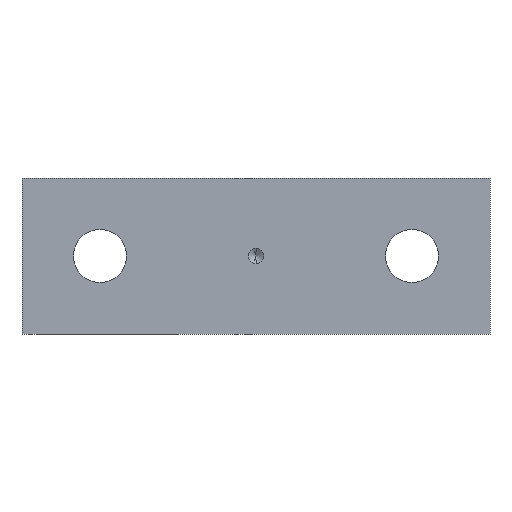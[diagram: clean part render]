
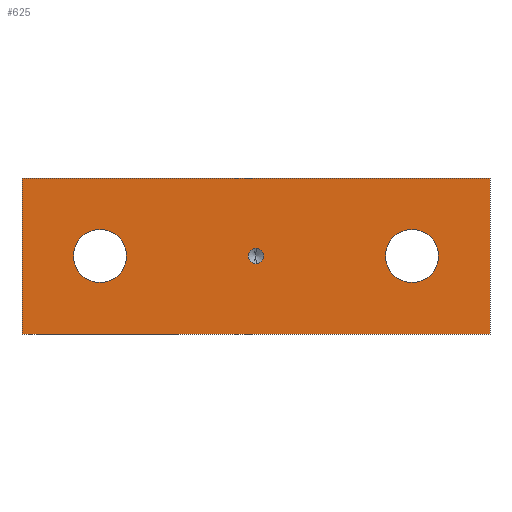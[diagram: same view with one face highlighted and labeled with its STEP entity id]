
A CAD part, front view. The second image highlights one B-rep face of the part: STEP entity #625.
In plain terms, the highlighted planar face has unit normal (0, -1, 0).
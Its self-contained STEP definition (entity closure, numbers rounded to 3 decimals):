
#7 = VERTEX_POINT ( 'NONE', #647 ) ;
#13 = LINE ( 'NONE', #355, #525 ) ;
#15 = LINE ( 'NONE', #579, #349 ) ;
#39 = FACE_BOUND ( 'NONE', #439, .T. ) ;
#67 = CARTESIAN_POINT ( 'NONE',  ( 10., 0., 0. ) ) ;
#111 = CARTESIAN_POINT ( 'NONE',  ( 15., 0., 5. ) ) ;
#112 = EDGE_CURVE ( 'NONE', #771, #261, #667, .T. ) ;
#126 = DIRECTION ( 'NONE',  ( 1., 0., 0. ) ) ;
#137 = LINE ( 'NONE', #487, #239 ) ;
#138 = CARTESIAN_POINT ( 'NONE',  ( -15., 0., 5. ) ) ;
#148 = CIRCLE ( 'NONE', #409, 0.5 ) ;
#154 = DIRECTION ( 'NONE',  ( 0., 1., 0. ) ) ;
#158 = CARTESIAN_POINT ( 'NONE',  ( 10., 0., 0. ) ) ;
#175 = CARTESIAN_POINT ( 'NONE',  ( 15., 0., -5. ) ) ;
#198 = EDGE_LOOP ( 'NONE', ( #862, #284 ) ) ;
#204 = AXIS2_PLACEMENT_3D ( 'NONE', #613, #555, #482 ) ;
#236 = VERTEX_POINT ( 'NONE', #406 ) ;
#239 = VECTOR ( 'NONE', #774, 1000. ) ;
#251 = DIRECTION ( 'NONE',  ( 0., 0., 1. ) ) ;
#256 = EDGE_CURVE ( 'NONE', #822, #7, #801, .T. ) ;
#261 = VERTEX_POINT ( 'NONE', #532 ) ;
#267 = AXIS2_PLACEMENT_3D ( 'NONE', #426, #711, #357 ) ;
#268 = EDGE_CURVE ( 'NONE', #261, #771, #148, .T. ) ;
#274 = ORIENTED_EDGE ( 'NONE', *, *, #789, .F. ) ;
#278 = ORIENTED_EDGE ( 'NONE', *, *, #746, .T. ) ;
#279 = DIRECTION ( 'NONE',  ( 0., 1., 0. ) ) ;
#284 = ORIENTED_EDGE ( 'NONE', *, *, #256, .T. ) ;
#312 = FACE_BOUND ( 'NONE', #198, .T. ) ;
#315 = EDGE_CURVE ( 'NONE', #422, #572, #748, .T. ) ;
#316 = CARTESIAN_POINT ( 'NONE',  ( 0., 0., 0. ) ) ;
#326 = VERTEX_POINT ( 'NONE', #470 ) ;
#328 = CARTESIAN_POINT ( 'NONE',  ( -10., 0., 0. ) ) ;
#330 = ORIENTED_EDGE ( 'NONE', *, *, #315, .F. ) ;
#349 = VECTOR ( 'NONE', #652, 1000. ) ;
#355 = CARTESIAN_POINT ( 'NONE',  ( -15., 0., 5. ) ) ;
#357 = DIRECTION ( 'NONE',  ( 0., 0., -1. ) ) ;
#372 = EDGE_LOOP ( 'NONE', ( #278, #516 ) ) ;
#404 = ORIENTED_EDGE ( 'NONE', *, *, #268, .F. ) ;
#406 = CARTESIAN_POINT ( 'NONE',  ( -15., 0., -5. ) ) ;
#409 = AXIS2_PLACEMENT_3D ( 'NONE', #547, #618, #542 ) ;
#420 = AXIS2_PLACEMENT_3D ( 'NONE', #316, #603, #251 ) ;
#422 = VERTEX_POINT ( 'NONE', #138 ) ;
#426 = CARTESIAN_POINT ( 'NONE',  ( 0., 0., 0. ) ) ;
#427 = EDGE_CURVE ( 'NONE', #693, #326, #608, .T. ) ;
#433 = ORIENTED_EDGE ( 'NONE', *, *, #895, .T. ) ;
#439 = EDGE_LOOP ( 'NONE', ( #739, #404 ) ) ;
#470 = CARTESIAN_POINT ( 'NONE',  ( 10., 0., 1.7 ) ) ;
#482 = DIRECTION ( 'NONE',  ( 0., 0., 1. ) ) ;
#487 = CARTESIAN_POINT ( 'NONE',  ( -5., 0., -5. ) ) ;
#494 = EDGE_CURVE ( 'NONE', #572, #621, #15, .T. ) ;
#516 = ORIENTED_EDGE ( 'NONE', *, *, #427, .T. ) ;
#525 = VECTOR ( 'NONE', #640, 1000. ) ;
#532 = CARTESIAN_POINT ( 'NONE',  ( 0., 0., 0.5 ) ) ;
#542 = DIRECTION ( 'NONE',  ( 0., 0., -1. ) ) ;
#547 = CARTESIAN_POINT ( 'NONE',  ( 0., 0., 0. ) ) ;
#555 = DIRECTION ( 'NONE',  ( 0., 1., 0. ) ) ;
#560 = ORIENTED_EDGE ( 'NONE', *, *, #494, .F. ) ;
#567 = DIRECTION ( 'NONE',  ( 0., 0., 1. ) ) ;
#572 = VERTEX_POINT ( 'NONE', #111 ) ;
#579 = CARTESIAN_POINT ( 'NONE',  ( 15., 0., 5. ) ) ;
#595 = CARTESIAN_POINT ( 'NONE',  ( -10., 0., -1.7 ) ) ;
#603 = DIRECTION ( 'NONE',  ( 0., 1., 0. ) ) ;
#608 = CIRCLE ( 'NONE', #726, 1.7 ) ;
#611 = DIRECTION ( 'NONE',  ( 0., 1., 0. ) ) ;
#613 = CARTESIAN_POINT ( 'NONE',  ( -10., 0., 0. ) ) ;
#618 = DIRECTION ( 'NONE',  ( 0., -1., 0. ) ) ;
#619 = VECTOR ( 'NONE', #126, 1000. ) ;
#621 = VERTEX_POINT ( 'NONE', #175 ) ;
#623 = DIRECTION ( 'NONE',  ( 0., 0., 1. ) ) ;
#625 = ADVANCED_FACE ( 'NONE', ( #39, #312, #811, #742 ), #671, .F. ) ;
#630 = CIRCLE ( 'NONE', #665, 1.7 ) ;
#637 = DIRECTION ( 'NONE',  ( 0., 0., 1. ) ) ;
#640 = DIRECTION ( 'NONE',  ( 0., 0., -1. ) ) ;
#647 = CARTESIAN_POINT ( 'NONE',  ( -10., 0., 1.7 ) ) ;
#652 = DIRECTION ( 'NONE',  ( 0., 0., -1. ) ) ;
#665 = AXIS2_PLACEMENT_3D ( 'NONE', #67, #279, #567 ) ;
#667 = CIRCLE ( 'NONE', #267, 0.5 ) ;
#671 = PLANE ( 'NONE',  #420 ) ;
#683 = CARTESIAN_POINT ( 'NONE',  ( 0., 0., -0.5 ) ) ;
#693 = VERTEX_POINT ( 'NONE', #889 ) ;
#705 = AXIS2_PLACEMENT_3D ( 'NONE', #328, #611, #623 ) ;
#711 = DIRECTION ( 'NONE',  ( 0., -1., 0. ) ) ;
#726 = AXIS2_PLACEMENT_3D ( 'NONE', #158, #154, #637 ) ;
#739 = ORIENTED_EDGE ( 'NONE', *, *, #112, .F. ) ;
#742 = FACE_OUTER_BOUND ( 'NONE', #871, .T. ) ;
#746 = EDGE_CURVE ( 'NONE', #326, #693, #630, .T. ) ;
#748 = LINE ( 'NONE', #828, #619 ) ;
#771 = VERTEX_POINT ( 'NONE', #683 ) ;
#774 = DIRECTION ( 'NONE',  ( -1., 0., 0. ) ) ;
#777 = EDGE_CURVE ( 'NONE', #7, #822, #780, .T. ) ;
#780 = CIRCLE ( 'NONE', #204, 1.7 ) ;
#789 = EDGE_CURVE ( 'NONE', #621, #236, #137, .T. ) ;
#801 = CIRCLE ( 'NONE', #705, 1.7 ) ;
#811 = FACE_BOUND ( 'NONE', #372, .T. ) ;
#822 = VERTEX_POINT ( 'NONE', #595 ) ;
#828 = CARTESIAN_POINT ( 'NONE',  ( -5., 0., 5. ) ) ;
#862 = ORIENTED_EDGE ( 'NONE', *, *, #777, .T. ) ;
#871 = EDGE_LOOP ( 'NONE', ( #274, #560, #330, #433 ) ) ;
#889 = CARTESIAN_POINT ( 'NONE',  ( 10., 0., -1.7 ) ) ;
#895 = EDGE_CURVE ( 'NONE', #422, #236, #13, .T. ) ;
